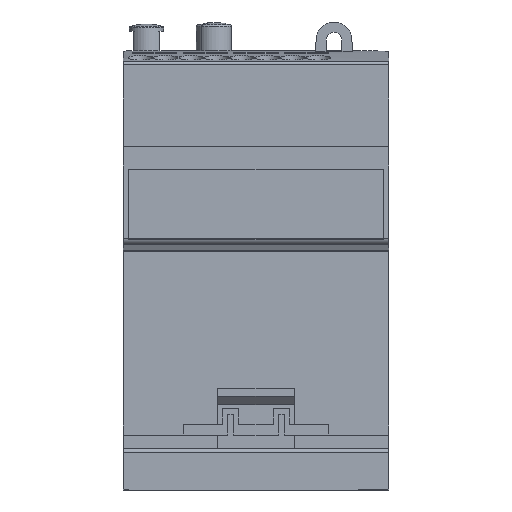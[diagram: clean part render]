
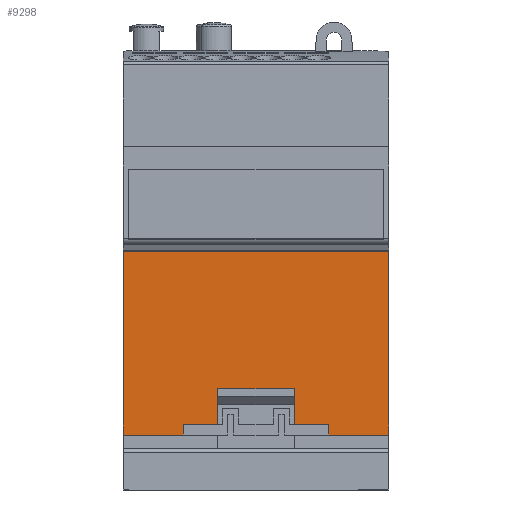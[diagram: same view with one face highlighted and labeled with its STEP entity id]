
A CAD part, front view. The second image highlights one B-rep face of the part: STEP entity #9298.
In plain terms, the highlighted planar face has unit normal (0, -1, 0).
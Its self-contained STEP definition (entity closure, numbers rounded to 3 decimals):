
#9298=ADVANCED_FACE('',(#24606),#24607,.T.);
#10718=VERTEX_POINT('',#26150);
#10722=VERTEX_POINT('',#26154);
#10724=EDGE_CURVE('',#10722,#10718,#26156,.T.);
#10744=VERTEX_POINT('',#26176);
#10746=EDGE_CURVE('',#10744,#10722,#26178,.T.);
#10754=VERTEX_POINT('',#26186);
#10756=EDGE_CURVE('',#10754,#10744,#26188,.T.);
#13650=VERTEX_POINT('',#29082);
#13654=VERTEX_POINT('',#29086);
#13656=EDGE_CURVE('',#13654,#13650,#29088,.T.);
#13672=VERTEX_POINT('',#29104);
#13676=VERTEX_POINT('',#29108);
#13678=EDGE_CURVE('',#13676,#13672,#29110,.T.);
#19722=VERTEX_POINT('',#35154);
#19726=EDGE_CURVE('',#13650,#19722,#35158,.T.);
#20412=VERTEX_POINT('',#35844);
#20416=EDGE_CURVE('',#10718,#20412,#35848,.T.);
#20420=EDGE_CURVE('',#20412,#13654,#35852,.T.);
#20442=VERTEX_POINT('',#35874);
#20446=EDGE_CURVE('',#13672,#20442,#35878,.T.);
#20448=EDGE_CURVE('',#20442,#10754,#35880,.T.);
#20452=VERTEX_POINT('',#35884);
#20454=EDGE_CURVE('',#20452,#19722,#35886,.T.);
#20456=EDGE_CURVE('',#13676,#20452,#35888,.T.);
#24606=FACE_OUTER_BOUND('',#40034,.T.);
#24607=PLANE('',#40035);
#26150=CARTESIAN_POINT('',(29.0,14.35,11.1));
#26154=CARTESIAN_POINT('',(29.0,14.35,15.9));
#26156=LINE('',#42235,#42236);
#26176=CARTESIAN_POINT('',(16.0,14.35,15.9));
#26178=LINE('',#42269,#42270);
#26186=CARTESIAN_POINT('',(16.0,14.35,11.1));
#26188=LINE('',#42285,#42286);
#29082=CARTESIAN_POINT('',(44.95,14.35,9.3));
#29086=CARTESIAN_POINT('',(34.8,14.35,9.3));
#29088=LINE('',#46905,#46906);
#29104=CARTESIAN_POINT('',(10.2,14.35,9.3));
#29108=CARTESIAN_POINT('',(0.05,14.35,9.3));
#29110=LINE('',#46939,#46940);
#35154=CARTESIAN_POINT('',(44.95,14.35,40.382));
#35158=LINE('',#56868,#56869);
#35844=CARTESIAN_POINT('',(34.8,14.35,11.1));
#35848=LINE('',#57983,#57984);
#35852=LINE('',#57991,#57992);
#35874=CARTESIAN_POINT('',(10.2,14.35,11.1));
#35878=LINE('',#58035,#58036);
#35880=LINE('',#58039,#58040);
#35884=CARTESIAN_POINT('',(0.05,14.35,40.382));
#35886=LINE('',#58049,#58050);
#35888=LINE('',#58053,#58054);
#40034=EDGE_LOOP('',(#69946,#69947,#69948,#69949,#69950,#69951,#69952,#69953,#69954,#69955,#69956,#69957));
#40035=AXIS2_PLACEMENT_3D('',#69958,#69959,#69960);
#42235=CARTESIAN_POINT('',(29.0,14.35,8.292));
#42236=VECTOR('',#71554,1.0);
#42269=CARTESIAN_POINT('',(14.525,14.35,15.9));
#42270=VECTOR('',#71560,1.0);
#42285=CARTESIAN_POINT('',(16.0,14.35,8.292));
#42286=VECTOR('',#71563,1.0);
#46905=CARTESIAN_POINT('',(0.05,14.35,9.3));
#46906=VECTOR('',#72673,1.0);
#46939=CARTESIAN_POINT('',(0.05,14.35,9.3));
#46940=VECTOR('',#72679,1.0);
#56868=CARTESIAN_POINT('',(44.95,14.35,9.3));
#56869=VECTOR('',#75213,1.0);
#57983=CARTESIAN_POINT('',(14.125,14.35,11.1));
#57984=VECTOR('',#75488,1.0);
#57991=CARTESIAN_POINT('',(34.8,14.35,10.2));
#57992=VECTOR('',#75490,1.0);
#58035=CARTESIAN_POINT('',(10.2,14.35,9.3));
#58036=VECTOR('',#75499,1.0);
#58039=CARTESIAN_POINT('',(5.125,14.35,11.1));
#58040=VECTOR('',#75500,1.0);
#58049=CARTESIAN_POINT('',(0.05,14.35,40.382));
#58050=VECTOR('',#75502,1.0);
#58053=CARTESIAN_POINT('',(0.05,14.35,9.3));
#58054=VECTOR('',#75503,1.0);
#69946=ORIENTED_EDGE('',*,*,#10724,.T.);
#69947=ORIENTED_EDGE('',*,*,#20416,.T.);
#69948=ORIENTED_EDGE('',*,*,#20420,.T.);
#69949=ORIENTED_EDGE('',*,*,#13656,.T.);
#69950=ORIENTED_EDGE('',*,*,#19726,.T.);
#69951=ORIENTED_EDGE('',*,*,#20454,.F.);
#69952=ORIENTED_EDGE('',*,*,#20456,.F.);
#69953=ORIENTED_EDGE('',*,*,#13678,.T.);
#69954=ORIENTED_EDGE('',*,*,#20446,.T.);
#69955=ORIENTED_EDGE('',*,*,#20448,.T.);
#69956=ORIENTED_EDGE('',*,*,#10756,.T.);
#69957=ORIENTED_EDGE('',*,*,#10746,.T.);
#69958=CARTESIAN_POINT('',(0.05,14.35,9.3));
#69959=DIRECTION('',(0.0,-1.0,0.));
#69960=DIRECTION('',(0.0,0.,1.0));
#71554=DIRECTION('',(0.0,0.,-1.0));
#71560=DIRECTION('',(1.0,0.0,0.0));
#71563=DIRECTION('',(0.0,0.,1.0));
#72673=DIRECTION('',(1.0,0.0,0.0));
#72679=DIRECTION('',(1.0,0.0,0.0));
#75213=DIRECTION('',(0.0,0.,1.0));
#75488=DIRECTION('',(1.0,0.0,0.0));
#75490=DIRECTION('',(0.0,0.,-1.0));
#75499=DIRECTION('',(0.0,0.,1.0));
#75500=DIRECTION('',(1.0,0.0,0.0));
#75502=DIRECTION('',(1.0,0.0,0.0));
#75503=DIRECTION('',(0.0,0.,1.0));
